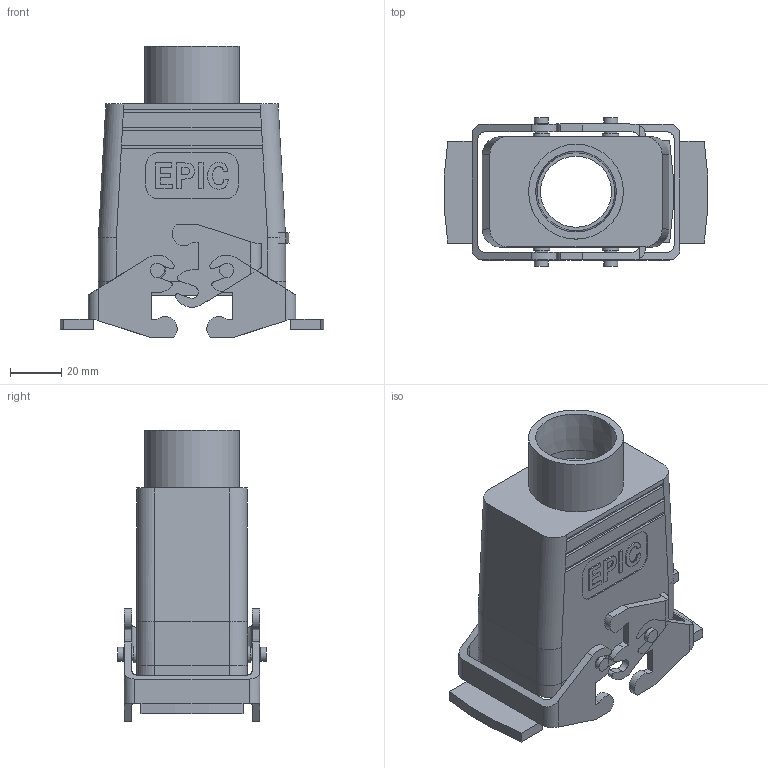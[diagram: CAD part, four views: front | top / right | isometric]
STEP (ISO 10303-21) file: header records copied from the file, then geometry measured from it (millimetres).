
FILE_DESCRIPTION( ( 'Unknown' ), '1' );
FILE_NAME( 'H_B_10_TBFH_NPT_1_ASM.stp', 'Unknown', ( 'Unknown' ), ( 'Unknown' ), 'PSStep 11.0', 'Unknown', ' ' );
FILE_SCHEMA( ( 'AUTOMOTIVE_DESIGN { 1 0 10303 214 1 1 1 1 }' ) );
Length unit declared in the file: millimetre
Products named in the file (3): Assem1; H_B_16_QB; H_B_10_TBFH_NPT_1
Bounding box: 102.67 x 57.8 x 113.65 mm (x, y, z)
Volume: 175585.5 mm3; surface area: 103796.5 mm2
Topology: 5 solids, 5 shells, 498 faces, 1248 edges, 814 vertices
Faces by surface type: plane 343, cylinder 145, extrusion 8, cone 2
Full cylindrical faces by diameter (mm): 2.459 x8, 4.9 x8, 5.5 x8, 6.5 x8, 27.7 x2, 30.411 x2, 37 x2
Entity records: 8604 total; most frequent: CARTESIAN_POINT 1439, DIRECTION 1072, ORIENTED_EDGE 1070, EDGE_CURVE 535, VERTEX_POINT 359, AXIS2_PLACEMENT_3D 358, VECTOR 356, LINE 352
